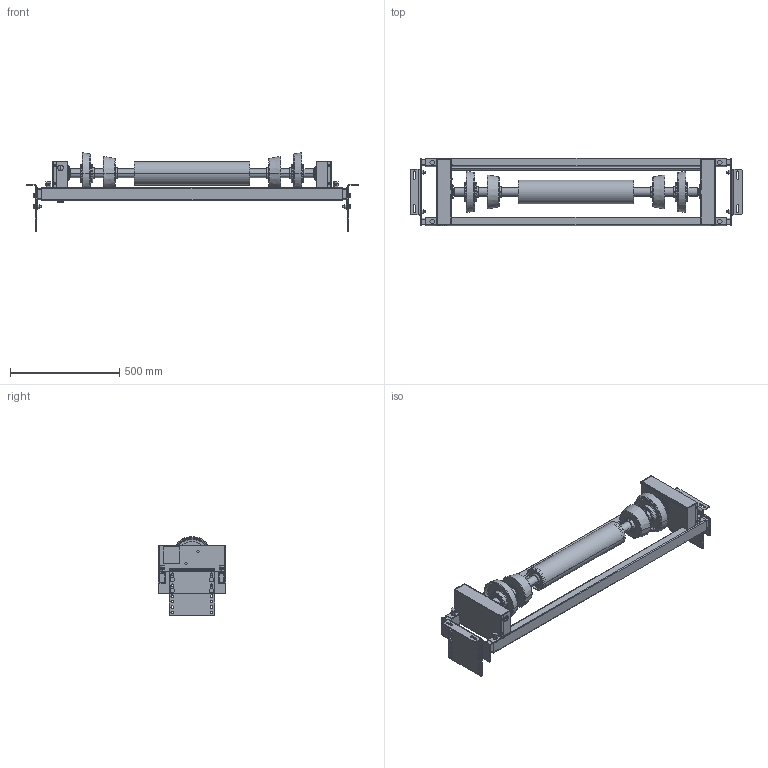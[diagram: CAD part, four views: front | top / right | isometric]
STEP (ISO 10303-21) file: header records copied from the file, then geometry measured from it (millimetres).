
FILE_DESCRIPTION((''),'2;1');
FILE_NAME('B48400_stp.stp','2021-01-05T16:28:34',(''),(''),'Mechanical Desktop 2009','Mechanical Desktop 2009',', , ');
FILE_SCHEMA(('CONFIG_CONTROL_DESIGN'));
Length unit declared in the file: millimetre
Products named in the file (115): B48400_STP; B50121; B48277; TEIL1AAA; B4695602; TEIL4; TEIL3; B4695601; TEIL4A; 6KT-SCHWEISSMUTTER_M12; 6KT-SCHWEISSMUTTER_M12A; EINPRESSMUTTER_M6; EINPRESSMUTTER_M6A; EINPRESSMUTTER_M4; EINPRESSMUTTER_M4A; B46938; TEIL1AAAAAAA; 6KT-SCHRAUBE_M12X30A; 6KT-SCHRAUBE_M12X30; 6KT-MUTTER_M12_05DA; 6KT-MUTTER_M12_05D; ZYL_SCHR__M4X8; ZYL_SCHR_M4X8; ZYL_SCHR__M4X16; ZYL_SCHR_M4X16; FEDERRING_M4; FEDERRING_M4A; B46937; TEIL1AAAAAA; KABELVERSCHRAUBUNG_PG7; KABELVERSCHRAUBUNG_PG7A; KABELVERSCHRAUBUNG_PG11A; KABELVERSCHRAUBUNG_PG11; KABELVERSCHRAUBUNG_PG16A; KABELVERSCHRAUBUNG_PG16; GEGENMUTTER_PG16; GEGENMUTTER_PG16A; VERSCHLUSSKAPPE_PG16; VERSCHLUSSKAPPE_PG16A; B46977 ...
Assembly tree (255 placements, depth 5):
  B48400_STP
    B50121
      B48277
        TEIL1AAA  x2
        B4695602
          TEIL4
        TEIL3
        B4695601
          TEIL4A
        6KT-SCHWEISSMUTTER_M12  x4
          6KT-SCHWEISSMUTTER_M12A
        EINPRESSMUTTER_M6  x8
          EINPRESSMUTTER_M6A
        EINPRESSMUTTER_M4  x2
          EINPRESSMUTTER_M4A
      B46938  x2
        TEIL1AAAAAAA
      6KT-SCHRAUBE_M12X30A  x4
        6KT-SCHRAUBE_M12X30
      6KT-MUTTER_M12_05DA  x4
        6KT-MUTTER_M12_05D
      ZYL_SCHR__M4X8  x2
        ZYL_SCHR_M4X8
      ZYL_SCHR__M4X16  x2
        ZYL_SCHR_M4X16
      FEDERRING_M4  x2
        FEDERRING_M4A
      B46937  x2
        TEIL1AAAAAA
      KABELVERSCHRAUBUNG_PG7  x3
        KABELVERSCHRAUBUNG_PG7A
      KABELVERSCHRAUBUNG_PG11A
        KABELVERSCHRAUBUNG_PG11
      KABELVERSCHRAUBUNG_PG16A
        KABELVERSCHRAUBUNG_PG16
      GEGENMUTTER_PG16
        GEGENMUTTER_PG16A
      VERSCHLUSSKAPPE_PG16
        VERSCHLUSSKAPPE_PG16A
      B46977
        B46977A
      DECKEL_GEHÄUSE_A105
        DECKEL_GEHÄUSE_A105A
      TRAGSCHIENE_NS15
        TRAGSCHIENE_NS15A
      KLEMME_MBK2.5_E  x8
        KLEMME_MBK2.5_EA
      KLEMMENDECKEL_D_MBK2_5_E
        KLEMMENDECKEL_D_MBK2_5_EA
      ENDHALTER_E_MBKA  x2
        ENDHALTER_E_MBK
      ZYLINDER-BLECHSCHRAUBE_4.2X6.5A  x8
        ZYLINDER-BLECHSCHRAUBE_4.2X6.5
      B50121|AVE_RENDER  x8
      B50121|AVE_GLOBAL
      B50121|RM_SDB  x3
    B46959  x2
      TEIL1A
    B46939A  x2
      B46939
Bounding box: 1519 x 310.2 x 359.51 mm (x, y, z)
Volume: 8834300.3 mm3; surface area: 3773359.9 mm2
Topology: 179 solids, 179 shells, 2936 faces, 7127 edges, 4704 vertices
Faces by surface type: plane 1427, cylinder 1062, cone 242, torus 164, bspline 40, sphere 1
Entity records: 37016 total; most frequent: CARTESIAN_POINT 6869, DIRECTION 6544, ORIENTED_EDGE 5474, EDGE_CURVE 2737, AXIS2_PLACEMENT_3D 2506, VERTEX_POINT 1808, VECTOR 1532, LINE 1532
